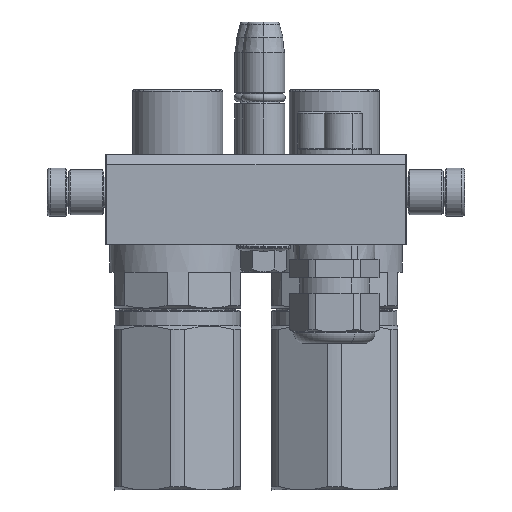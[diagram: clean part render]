
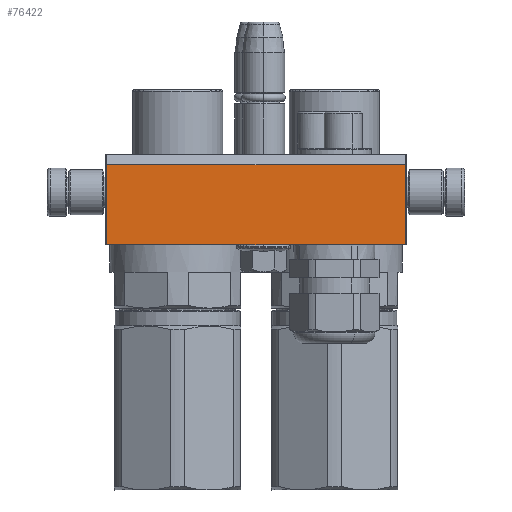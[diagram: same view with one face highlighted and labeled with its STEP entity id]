
A CAD part, left-side view. The second image highlights one B-rep face of the part: STEP entity #76422.
In plain terms, the highlighted face is planar.
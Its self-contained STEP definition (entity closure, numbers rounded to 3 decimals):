
#1937 = CARTESIAN_POINT ( 'NONE',  ( 49.5, 11.536, 56. ) ) ;
#7200 = CARTESIAN_POINT ( 'NONE',  ( -49.5, -15., 56. ) ) ;
#7492 = CARTESIAN_POINT ( 'NONE',  ( 49.5, -15., 56. ) ) ;
#9295 = CARTESIAN_POINT ( 'NONE',  ( -50., -15., 56. ) ) ;
#10609 = VERTEX_POINT ( 'NONE', #7492 ) ;
#12260 = VERTEX_POINT ( 'NONE', #50149 ) ;
#12500 = EDGE_CURVE ( 'NONE', #68570, #10609, #23026, .T. ) ;
#12882 = LINE ( 'NONE', #35593, #32353 ) ;
#13776 = LINE ( 'NONE', #7200, #15748 ) ;
#14861 = DIRECTION ( 'NONE',  ( 0., 1., 0. ) ) ;
#15748 = VECTOR ( 'NONE', #66343, 1000. ) ;
#16165 = EDGE_CURVE ( 'NONE', #12260, #17416, #12882, .T. ) ;
#17027 = ORIENTED_EDGE ( 'NONE', *, *, #31017, .F. ) ;
#17416 = VERTEX_POINT ( 'NONE', #1937 ) ;
#18320 = FACE_OUTER_BOUND ( 'NONE', #43129, .T. ) ;
#23026 = LINE ( 'NONE', #51949, #70602 ) ;
#27497 = PLANE ( 'NONE',  #35097 ) ;
#28417 = DIRECTION ( 'NONE',  ( 1., 0., 0. ) ) ;
#31017 = EDGE_CURVE ( 'NONE', #68570, #12260, #13776, .T. ) ;
#32353 = VECTOR ( 'NONE', #47148, 1000. ) ;
#33171 = DIRECTION ( 'NONE',  ( 1., 0., 0. ) ) ;
#33410 = DIRECTION ( 'NONE',  ( 0., 0., 1. ) ) ;
#35097 = AXIS2_PLACEMENT_3D ( 'NONE', #9295, #33410, #33171 ) ;
#35593 = CARTESIAN_POINT ( 'NONE',  ( -49.5, 11.536, 56. ) ) ;
#35976 = EDGE_CURVE ( 'NONE', #10609, #17416, #51684, .T. ) ;
#37686 = CARTESIAN_POINT ( 'NONE',  ( 49.5, -15., 56. ) ) ;
#43129 = EDGE_LOOP ( 'NONE', ( #73668, #54326, #57477, #17027 ) ) ;
#47148 = DIRECTION ( 'NONE',  ( 1., 0., 0. ) ) ;
#50149 = CARTESIAN_POINT ( 'NONE',  ( -49.5, 11.536, 56. ) ) ;
#51684 = LINE ( 'NONE', #37686, #65648 ) ;
#51949 = CARTESIAN_POINT ( 'NONE',  ( -49.5, -15., 56. ) ) ;
#54326 = ORIENTED_EDGE ( 'NONE', *, *, #35976, .T. ) ;
#55319 = CARTESIAN_POINT ( 'NONE',  ( -49.5, -15., 56. ) ) ;
#57477 = ORIENTED_EDGE ( 'NONE', *, *, #16165, .F. ) ;
#65648 = VECTOR ( 'NONE', #14861, 1000. ) ;
#66343 = DIRECTION ( 'NONE',  ( 0., 1., 0. ) ) ;
#68570 = VERTEX_POINT ( 'NONE', #55319 ) ;
#70602 = VECTOR ( 'NONE', #28417, 1000. ) ;
#73668 = ORIENTED_EDGE ( 'NONE', *, *, #12500, .T. ) ;
#76422 = ADVANCED_FACE ( 'NONE', ( #18320 ), #27497, .T. ) ;
